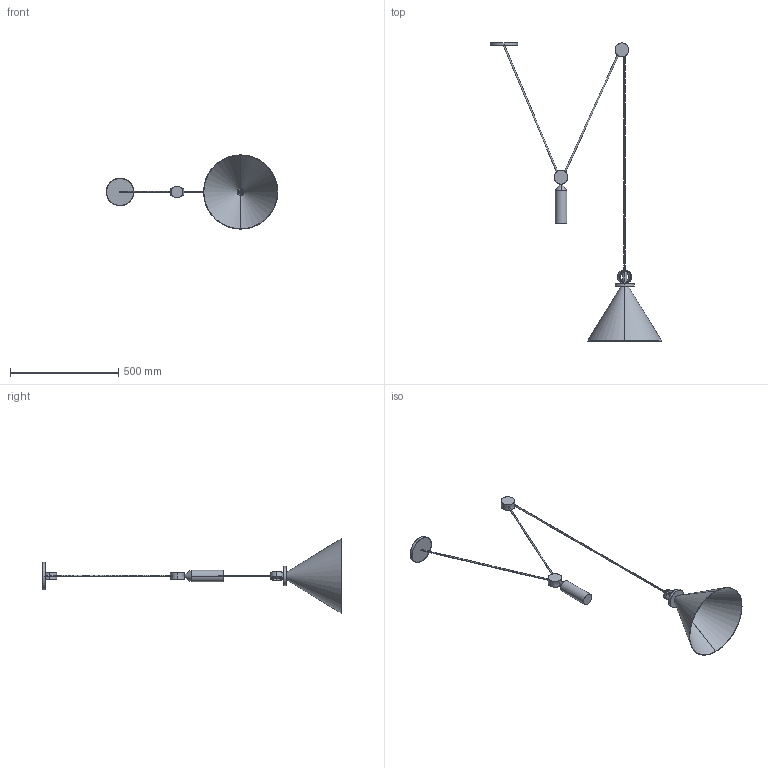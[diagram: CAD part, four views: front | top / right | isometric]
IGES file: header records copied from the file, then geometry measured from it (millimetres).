
Start section: SolidWorks IGES file using analytic representation for surfaces
Global section: file name: Cone Pendant.IGS; native system: SolidWorks 2015; preprocessor: SolidWorks 2015; author: RV; date: 181031.102454; units: millimetre
Bounding box: 792.62 x 1378.25 x 342.9 mm (x, y, z)
Surface area: 518326.6 mm2 (no closed solid volume)
Topology: 0 solids, 0 shells, 58 faces, 1986 edges, 1986 vertices
Faces by surface type: revolution 38, bspline 20
